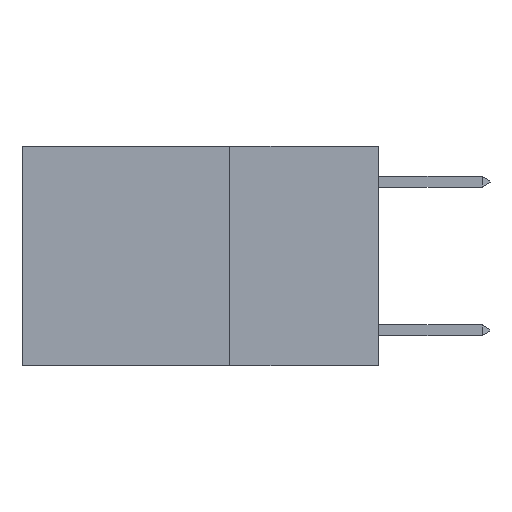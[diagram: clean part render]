
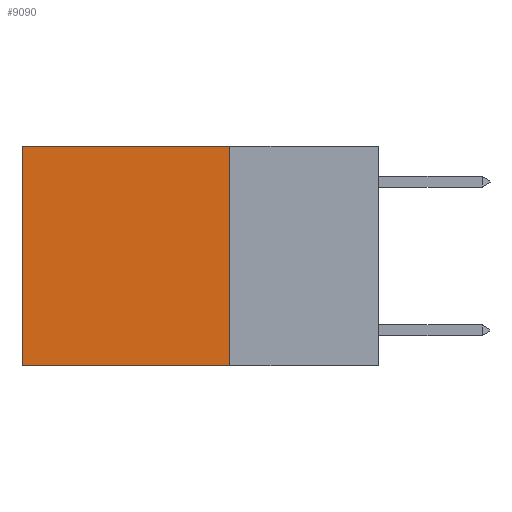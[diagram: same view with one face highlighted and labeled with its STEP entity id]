
A CAD part, left-side view. The second image highlights one B-rep face of the part: STEP entity #9090.
In plain terms, the highlighted planar face has unit normal (-1, 0, 0).
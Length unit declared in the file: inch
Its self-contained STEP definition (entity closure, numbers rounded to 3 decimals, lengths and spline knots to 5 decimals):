
#160 = ORIENTED_EDGE ( 'NONE', *, *, #240, .T. ) ;
#240 = EDGE_CURVE ( 'NONE', #1055, #10021, #5261, .T. ) ;
#281 = VECTOR ( 'NONE', #13309, 39.37008 ) ;
#419 = AXIS2_PLACEMENT_3D ( 'NONE', #8122, #9530, #1206 ) ;
#1055 = VERTEX_POINT ( 'NONE', #15809 ) ;
#1206 = DIRECTION ( 'NONE',  ( 0., 0., -1. ) ) ;
#1308 = VECTOR ( 'NONE', #14268, 39.37008 ) ;
#1698 = ORIENTED_EDGE ( 'NONE', *, *, #16262, .T. ) ;
#1725 = VECTOR ( 'NONE', #10195, 39.37008 ) ;
#1731 = CARTESIAN_POINT ( 'NONE',  ( 0.2625, 0.25, -0.37 ) ) ;
#2812 = VERTEX_POINT ( 'NONE', #1731 ) ;
#3998 = VECTOR ( 'NONE', #5339, 39.37008 ) ;
#4091 = FACE_OUTER_BOUND ( 'NONE', #11874, .T. ) ;
#4360 = CARTESIAN_POINT ( 'NONE',  ( 0.2625, 0.25, 0. ) ) ;
#4677 = CARTESIAN_POINT ( 'NONE',  ( 0.2625, 0.25, 0. ) ) ;
#4726 = EDGE_CURVE ( 'NONE', #1055, #2812, #5419, .T. ) ;
#4914 = CARTESIAN_POINT ( 'NONE',  ( 0.2625, 0.6, 0. ) ) ;
#5015 = LINE ( 'NONE', #4914, #1308 ) ;
#5229 = CARTESIAN_POINT ( 'NONE',  ( 0.2625, 0.25, -0.37 ) ) ;
#5261 = LINE ( 'NONE', #4360, #3998 ) ;
#5339 = DIRECTION ( 'NONE',  ( 0., 1., 0. ) ) ;
#5419 = LINE ( 'NONE', #4677, #1725 ) ;
#8122 = CARTESIAN_POINT ( 'NONE',  ( 0.2625, 0.25, 0. ) ) ;
#8571 = CARTESIAN_POINT ( 'NONE',  ( 0.2625, 0.6, -0.37 ) ) ;
#9090 = ADVANCED_FACE ( 'NONE', ( #4091 ), #15867, .F. ) ;
#9530 = DIRECTION ( 'NONE',  ( 1., 0., 0. ) ) ;
#10021 = VERTEX_POINT ( 'NONE', #15969 ) ;
#10195 = DIRECTION ( 'NONE',  ( 0., 0., -1. ) ) ;
#10293 = VERTEX_POINT ( 'NONE', #8571 ) ;
#11552 = EDGE_CURVE ( 'NONE', #2812, #10293, #14656, .T. ) ;
#11874 = EDGE_LOOP ( 'NONE', ( #1698, #12738, #13488, #160 ) ) ;
#12738 = ORIENTED_EDGE ( 'NONE', *, *, #11552, .F. ) ;
#13309 = DIRECTION ( 'NONE',  ( 0., 1., 0. ) ) ;
#13488 = ORIENTED_EDGE ( 'NONE', *, *, #4726, .F. ) ;
#14268 = DIRECTION ( 'NONE',  ( 0., 0., -1. ) ) ;
#14656 = LINE ( 'NONE', #5229, #281 ) ;
#15809 = CARTESIAN_POINT ( 'NONE',  ( 0.2625, 0.25, 0. ) ) ;
#15867 = PLANE ( 'NONE',  #419 ) ;
#15969 = CARTESIAN_POINT ( 'NONE',  ( 0.2625, 0.6, 0. ) ) ;
#16262 = EDGE_CURVE ( 'NONE', #10021, #10293, #5015, .T. ) ;
